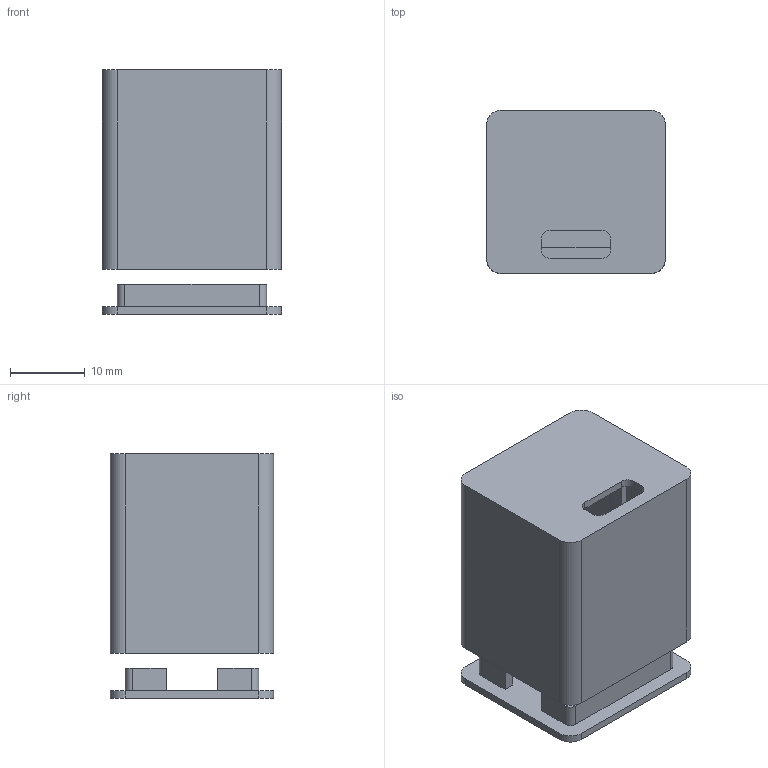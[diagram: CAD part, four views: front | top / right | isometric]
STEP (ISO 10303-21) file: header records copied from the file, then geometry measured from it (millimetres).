
FILE_DESCRIPTION(/* description */ (''),/* implementation_level */ '2;1');
FILE_NAME(/* name */ 'vail adapter v1 pcb case.step',/* time_stamp */ '2025-04-18T18:15:40-04:00',/* author */ (''),/* organization */ (''),/* preprocessor_version */ 'ST-DEVELOPER v20.1',/* originating_system */ 'Autodesk Translation Framework v14.4.0.0',/* authorisation */ '');
FILE_SCHEMA (('AUTOMOTIVE_DESIGN { 1 0 10303 214 3 1 1 }'));
Length unit declared in the file: millimetre
Products named in the file (1): vail adapter pcb case
Bounding box: 24 x 21.9 x 32.75 mm (x, y, z)
Volume: 5574.4 mm3; surface area: 6901.3 mm2
Topology: 2 solids, 2 shells, 72 faces, 198 edges, 132 vertices
Faces by surface type: plane 54, cylinder 18
Full cylindrical faces by diameter (mm): 5 x1, 6 x1
Entity records: 2322 total; most frequent: CARTESIAN_POINT 403, ORIENTED_EDGE 396, DIRECTION 380, EDGE_CURVE 198, LINE 162, VECTOR 162, VERTEX_POINT 132, AXIS2_PLACEMENT_3D 109
